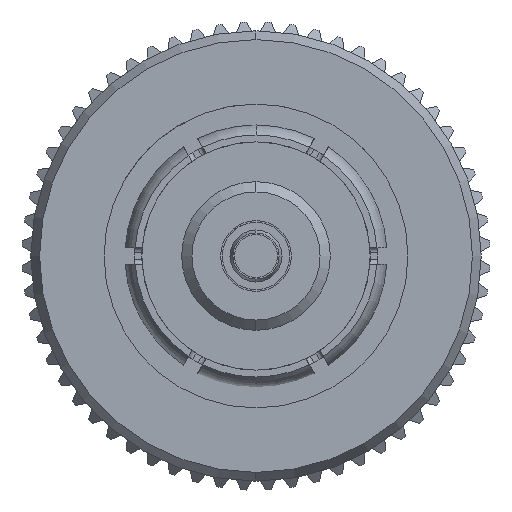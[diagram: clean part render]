
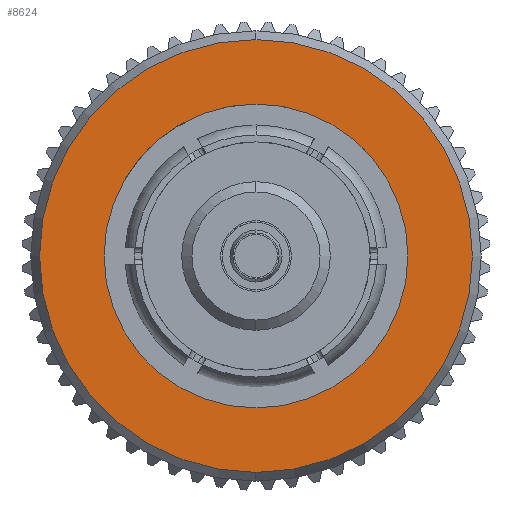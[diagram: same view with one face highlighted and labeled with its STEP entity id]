
A CAD part, left-side view. The second image highlights one B-rep face of the part: STEP entity #8624.
In plain terms, the highlighted planar face has unit normal (-1, 0, 0).
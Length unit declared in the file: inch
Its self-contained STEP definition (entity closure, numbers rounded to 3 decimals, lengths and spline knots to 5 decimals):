
#23 = EDGE_CURVE ( 'NONE', #5315, #12228, #4086, .T. ) ;
#293 = EDGE_CURVE ( 'NONE', #12228, #5315, #2148, .T. ) ;
#494 = CIRCLE ( 'NONE', #5210, 0.26339 ) ;
#601 = DIRECTION ( 'NONE',  ( 1., 0., 0. ) ) ;
#1383 = DIRECTION ( 'NONE',  ( 0., 0., -1. ) ) ;
#1539 = CIRCLE ( 'NONE', #9244, 0.26339 ) ;
#1716 = CARTESIAN_POINT ( 'NONE',  ( 0.33873, 0., 0.18494 ) ) ;
#2148 = CIRCLE ( 'NONE', #12470, 0.18494 ) ;
#2886 = DIRECTION ( 'NONE',  ( 0., 0., -1. ) ) ;
#2905 = FACE_OUTER_BOUND ( 'NONE', #7899, .T. ) ;
#3014 = DIRECTION ( 'NONE',  ( 1., 0., 0. ) ) ;
#3313 = CARTESIAN_POINT ( 'NONE',  ( 0.33873, 0., 0.26339 ) ) ;
#3369 = EDGE_CURVE ( 'NONE', #10905, #12203, #1539, .T. ) ;
#3680 = DIRECTION ( 'NONE',  ( 1., 0., 0. ) ) ;
#4041 = DIRECTION ( 'NONE',  ( 1., 0., 0. ) ) ;
#4086 = CIRCLE ( 'NONE', #11591, 0.18494 ) ;
#5191 = EDGE_CURVE ( 'NONE', #12203, #10905, #494, .T. ) ;
#5210 = AXIS2_PLACEMENT_3D ( 'NONE', #8773, #3680, #1383 ) ;
#5315 = VERTEX_POINT ( 'NONE', #1716 ) ;
#5753 = EDGE_LOOP ( 'NONE', ( #10688, #9532 ) ) ;
#6126 = DIRECTION ( 'NONE',  ( 0., 0., -1. ) ) ;
#7002 = DIRECTION ( 'NONE',  ( 1., 0., 0. ) ) ;
#7832 = AXIS2_PLACEMENT_3D ( 'NONE', #13196, #7002, #6126 ) ;
#7899 = EDGE_LOOP ( 'NONE', ( #11675, #10576 ) ) ;
#8207 = FACE_BOUND ( 'NONE', #5753, .T. ) ;
#8394 = CARTESIAN_POINT ( 'NONE',  ( 0.33873, 0., -0.26339 ) ) ;
#8624 = ADVANCED_FACE ( 'NONE', ( #2905, #8207 ), #10089, .F. ) ;
#8740 = CARTESIAN_POINT ( 'NONE',  ( 0.33873, 0., -0.18494 ) ) ;
#8773 = CARTESIAN_POINT ( 'NONE',  ( 0.33873, 0., 0. ) ) ;
#9244 = AXIS2_PLACEMENT_3D ( 'NONE', #12235, #3014, #2886 ) ;
#9256 = DIRECTION ( 'NONE',  ( 0., 0., 1. ) ) ;
#9532 = ORIENTED_EDGE ( 'NONE', *, *, #293, .T. ) ;
#10058 = DIRECTION ( 'NONE',  ( 0., 0., 1. ) ) ;
#10089 = PLANE ( 'NONE',  #7832 ) ;
#10576 = ORIENTED_EDGE ( 'NONE', *, *, #5191, .F. ) ;
#10688 = ORIENTED_EDGE ( 'NONE', *, *, #23, .T. ) ;
#10905 = VERTEX_POINT ( 'NONE', #8394 ) ;
#11591 = AXIS2_PLACEMENT_3D ( 'NONE', #12505, #4041, #9256 ) ;
#11675 = ORIENTED_EDGE ( 'NONE', *, *, #3369, .F. ) ;
#12087 = CARTESIAN_POINT ( 'NONE',  ( 0.33873, 0., 0. ) ) ;
#12203 = VERTEX_POINT ( 'NONE', #3313 ) ;
#12228 = VERTEX_POINT ( 'NONE', #8740 ) ;
#12235 = CARTESIAN_POINT ( 'NONE',  ( 0.33873, 0., 0. ) ) ;
#12470 = AXIS2_PLACEMENT_3D ( 'NONE', #12087, #601, #10058 ) ;
#12505 = CARTESIAN_POINT ( 'NONE',  ( 0.33873, 0., 0. ) ) ;
#13196 = CARTESIAN_POINT ( 'NONE',  ( 0.33873, 0., -0.26339 ) ) ;
